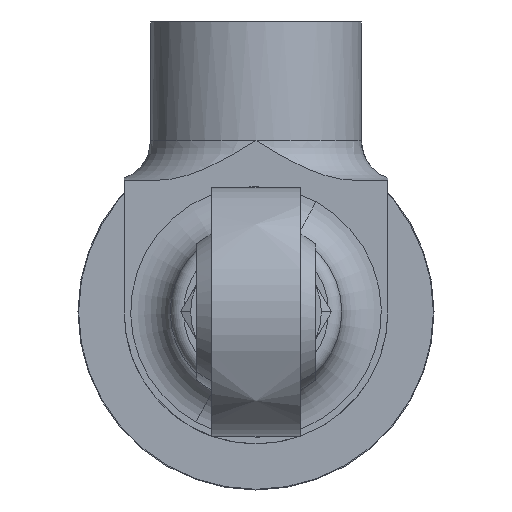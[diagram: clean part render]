
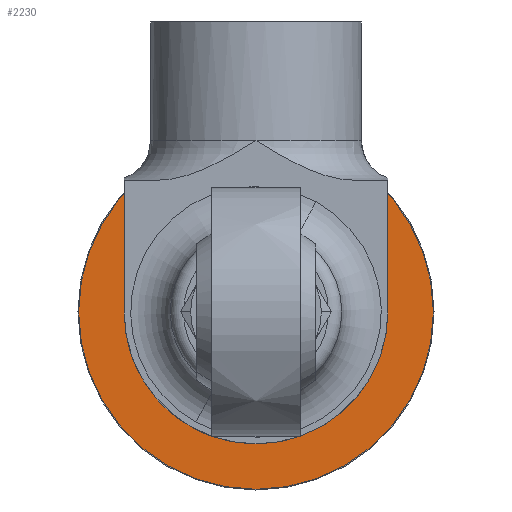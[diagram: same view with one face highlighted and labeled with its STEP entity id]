
A CAD part, front view. The second image highlights one B-rep face of the part: STEP entity #2230.
In plain terms, the highlighted planar face has unit normal (0, -1, 0).
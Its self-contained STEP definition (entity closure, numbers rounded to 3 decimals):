
#630=CARTESIAN_POINT('Vertex',(-4.315,23.41,-7.898)) ;
#644=CARTESIAN_POINT('Vertex',(4.315,23.41,7.898)) ;
#647=CARTESIAN_POINT('Axis2P3D Location',(0.,23.41,0.)) ;
#808=CARTESIAN_POINT('Axis2P3D Location',(0.,23.41,0.)) ;
#2203=CARTESIAN_POINT('Axis2P3D Location',(0.,23.41,0.)) ;
#2208=CARTESIAN_POINT('Axis2P3D Location',(0.,23.41,0.)) ;
#2212=CARTESIAN_POINT('Vertex',(13.45,23.41,0.)) ;
#2214=CARTESIAN_POINT('Vertex',(-13.45,23.41,0.)) ;
#2217=CARTESIAN_POINT('Axis2P3D Location',(0.,23.41,0.)) ;
#648=DIRECTION('Axis2P3D Direction',(-0.,1.,0.)) ;
#809=DIRECTION('Axis2P3D Direction',(-0.,1.,0.)) ;
#2204=DIRECTION('Axis2P3D Direction',(0.,1.,-0.)) ;
#2205=DIRECTION('Axis2P3D XDirection',(-1.,0.,0.)) ;
#2209=DIRECTION('Axis2P3D Direction',(0.,1.,-0.)) ;
#2218=DIRECTION('Axis2P3D Direction',(0.,1.,-0.)) ;
#649=AXIS2_PLACEMENT_3D('Circle Axis2P3D',#647,#648,$) ;
#810=AXIS2_PLACEMENT_3D('Circle Axis2P3D',#808,#809,$) ;
#2206=AXIS2_PLACEMENT_3D('Plane Axis2P3D',#2203,#2204,#2205) ;
#2210=AXIS2_PLACEMENT_3D('Circle Axis2P3D',#2208,#2209,$) ;
#2219=AXIS2_PLACEMENT_3D('Circle Axis2P3D',#2217,#2218,$) ;
#2223=ORIENTED_EDGE('',*,*,#2216,.F.) ;
#2224=ORIENTED_EDGE('',*,*,#2221,.F.) ;
#2227=ORIENTED_EDGE('',*,*,#812,.T.) ;
#2228=ORIENTED_EDGE('',*,*,#651,.T.) ;
#2229=FACE_BOUND('',#2226,.T.) ;
#2230=ADVANCED_FACE('Corps principal',(#2225,#2229),#2207,.F.) ;
#650=CIRCLE('generated circle',#649,9.) ;
#811=CIRCLE('generated circle',#810,9.) ;
#2211=CIRCLE('generated circle',#2210,13.45) ;
#2220=CIRCLE('generated circle',#2219,13.45) ;
#651=EDGE_CURVE('',#631,#645,#650,.T.) ;
#812=EDGE_CURVE('',#645,#631,#811,.T.) ;
#2216=EDGE_CURVE('',#2213,#2215,#2211,.T.) ;
#2221=EDGE_CURVE('',#2215,#2213,#2220,.T.) ;
#2222=EDGE_LOOP('',(#2223,#2224)) ;
#2226=EDGE_LOOP('',(#2227,#2228)) ;
#2225=FACE_OUTER_BOUND('',#2222,.T.) ;
#2207=PLANE('',#2206) ;
#631=VERTEX_POINT('',#630) ;
#645=VERTEX_POINT('',#644) ;
#2213=VERTEX_POINT('',#2212) ;
#2215=VERTEX_POINT('',#2214) ;
